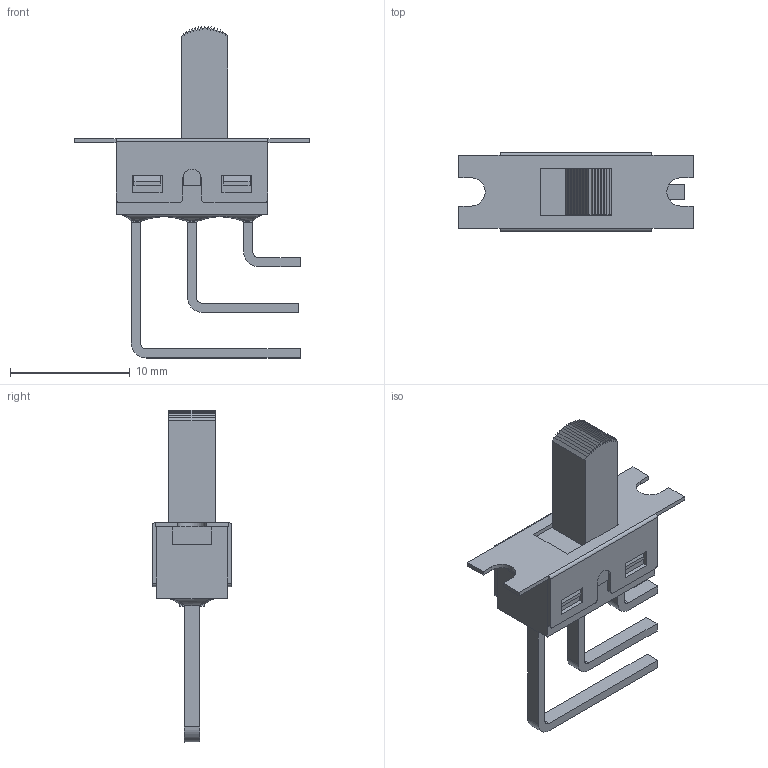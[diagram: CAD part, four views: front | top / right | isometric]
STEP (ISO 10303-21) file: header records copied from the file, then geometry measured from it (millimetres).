
FILE_DESCRIPTION(/* description */ (''),/* implementation_level */ '2;1');
FILE_NAME(/* name */ '500SSPxS3M7xEB.stp',/* time_stamp */ '2026-01-12T12:26:40-06:00',/* author */ ('jmeyers'),/* organization */ (''),/* preprocessor_version */ 'ST-DEVELOPER v18.1',/* originating_system */ 'Autodesk Inventor 2022',/* authorisation */ '');
FILE_SCHEMA (('AUTOMOTIVE_DESIGN { 1 0 10303 214 3 1 1 }'));
Length unit declared in the file: inch
Products named in the file (1): Part12
Bounding box: 19.56 x 6.6 x 27.74 mm (x, y, z)
Volume: 460.1 mm3; surface area: 1183.5 mm2
Topology: 1 solids, 2 shells, 226 faces, 647 edges, 428 vertices
Faces by surface type: plane 190, cylinder 28, bspline 8
Entity records: 7705 total; most frequent: CARTESIAN_POINT 1799, ORIENTED_EDGE 1294, DIRECTION 1103, EDGE_CURVE 647, LINE 537, VECTOR 537, VERTEX_POINT 428, AXIS2_PLACEMENT_3D 283
